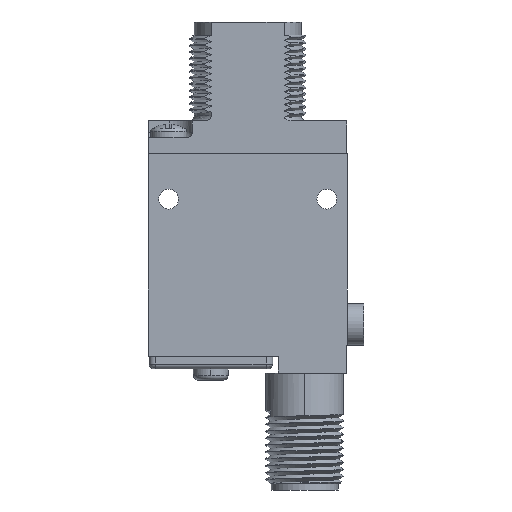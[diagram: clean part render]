
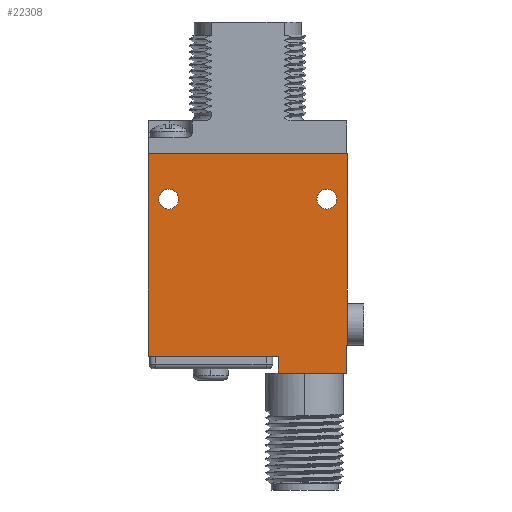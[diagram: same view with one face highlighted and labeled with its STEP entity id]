
A CAD part, left-side view. The second image highlights one B-rep face of the part: STEP entity #22308.
In plain terms, the highlighted planar face has unit normal (-1, 0, 0).
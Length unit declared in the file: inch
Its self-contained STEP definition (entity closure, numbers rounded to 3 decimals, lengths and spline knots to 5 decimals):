
#973=DIRECTION('',(0.,1.,0.));
#974=VECTOR('',#973,0.785);
#975=CARTESIAN_POINT('',(-0.236,-0.185,-1.23));
#976=LINE('',#975,#974);
#1118=DIRECTION('',(0.,0.,-1.));
#1119=VECTOR('',#1118,0.1);
#1120=CARTESIAN_POINT('',(-0.236,-0.185,-1.23));
#1121=LINE('',#1120,#1119);
#1122=DIRECTION('',(0.,1.,0.));
#1123=VECTOR('',#1122,0.005);
#1124=CARTESIAN_POINT('',(-0.236,0.6,-1.16));
#1125=LINE('',#1124,#1123);
#1126=DIRECTION('',(0.,0.,1.));
#1127=VECTOR('',#1126,1.16);
#1128=CARTESIAN_POINT('',(-0.236,0.605,-1.16));
#1129=LINE('',#1128,#1127);
#1130=DIRECTION('',(0.,-1.,0.));
#1131=VECTOR('',#1130,0.003);
#1132=CARTESIAN_POINT('',(-0.236,0.605,0.));
#1133=LINE('',#1132,#1131);
#1134=DIRECTION('',(0.,-1.,0.));
#1135=VECTOR('',#1134,1.204);
#1136=CARTESIAN_POINT('',(-0.236,0.602,0.));
#1137=LINE('',#1136,#1135);
#1138=DIRECTION('',(0.,-1.,0.));
#1139=VECTOR('',#1138,0.003);
#1140=CARTESIAN_POINT('',(-0.236,-0.602,0.));
#1141=LINE('',#1140,#1139);
#1142=DIRECTION('',(0.,0.,-1.));
#1143=VECTOR('',#1142,1.16);
#1144=CARTESIAN_POINT('',(-0.236,-0.605,0.));
#1145=LINE('',#1144,#1143);
#1146=DIRECTION('',(0.,1.,0.));
#1147=VECTOR('',#1146,0.005);
#1148=CARTESIAN_POINT('',(-0.236,-0.605,-1.16));
#1149=LINE('',#1148,#1147);
#1150=DIRECTION('',(0.,0.,-1.));
#1151=VECTOR('',#1150,0.17);
#1152=CARTESIAN_POINT('',(-0.236,-0.6,-1.16));
#1153=LINE('',#1152,#1151);
#1154=CARTESIAN_POINT('',(-0.236,0.48,-0.275));
#1155=DIRECTION('',(1.,0.,0.));
#1156=DIRECTION('',(0.,0.,-1.));
#1157=AXIS2_PLACEMENT_3D('',#1154,#1155,#1156);
#1159=CARTESIAN_POINT('',(-0.236,0.48,-0.275));
#1160=DIRECTION('',(1.,0.,0.));
#1161=DIRECTION('',(0.,0.,1.));
#1162=AXIS2_PLACEMENT_3D('',#1159,#1160,#1161);
#1164=CARTESIAN_POINT('',(-0.236,-0.48,-0.275));
#1165=DIRECTION('',(1.,0.,0.));
#1166=DIRECTION('',(0.,0.,-1.));
#1167=AXIS2_PLACEMENT_3D('',#1164,#1165,#1166);
#1169=CARTESIAN_POINT('',(-0.236,-0.48,-0.275));
#1170=DIRECTION('',(1.,0.,0.));
#1171=DIRECTION('',(0.,0.,1.));
#1172=AXIS2_PLACEMENT_3D('',#1169,#1170,#1171);
#1179=DIRECTION('',(0.,1.,0.));
#1180=VECTOR('',#1179,0.255);
#1181=CARTESIAN_POINT('',(-0.236,-0.6,-1.33));
#1182=LINE('',#1181,#1180);
#4569=DIRECTION('',(0.,0.,-1.));
#4570=VECTOR('',#4569,0.07);
#4571=CARTESIAN_POINT('',(-0.236,0.6,-1.16));
#4572=LINE('',#4571,#4570);
#9518=DIRECTION('',(0.,1.,0.));
#9519=VECTOR('',#9518,0.16);
#9520=CARTESIAN_POINT('',(-0.236,-0.345,-1.33));
#9521=LINE('',#9520,#9519);
#17694=CARTESIAN_POINT('',(-0.236,-0.605,0.));
#17695=CARTESIAN_POINT('',(-0.236,-0.605,-1.16));
#17696=VERTEX_POINT('',#17694);
#17697=VERTEX_POINT('',#17695);
#17698=CARTESIAN_POINT('',(-0.236,0.605,-1.16));
#17699=CARTESIAN_POINT('',(-0.236,0.605,0.));
#17700=VERTEX_POINT('',#17698);
#17701=VERTEX_POINT('',#17699);
#17718=CARTESIAN_POINT('',(-0.236,0.48,-0.335));
#17719=CARTESIAN_POINT('',(-0.236,0.48,-0.215));
#17720=VERTEX_POINT('',#17718);
#17721=VERTEX_POINT('',#17719);
#17722=CARTESIAN_POINT('',(-0.236,-0.48,-0.335));
#17723=CARTESIAN_POINT('',(-0.236,-0.48,-0.215));
#17724=VERTEX_POINT('',#17722);
#17725=VERTEX_POINT('',#17723);
#18384=CARTESIAN_POINT('',(-0.236,0.602,0.));
#18385=CARTESIAN_POINT('',(-0.236,-0.602,0.));
#18386=VERTEX_POINT('',#18384);
#18387=VERTEX_POINT('',#18385);
#18598=CARTESIAN_POINT('',(-0.236,0.6,-1.23));
#18600=VERTEX_POINT('',#18598);
#18665=CARTESIAN_POINT('',(-0.236,-0.6,-1.33));
#18667=VERTEX_POINT('',#18665);
#18670=CARTESIAN_POINT('',(-0.236,-0.185,-1.23));
#18671=VERTEX_POINT('',#18670);
#18672=CARTESIAN_POINT('',(-0.236,-0.185,-1.33));
#18673=VERTEX_POINT('',#18672);
#20146=CARTESIAN_POINT('',(-0.236,-0.6,-1.16));
#20148=VERTEX_POINT('',#20146);
#20150=CARTESIAN_POINT('',(-0.236,0.6,-1.16));
#20152=VERTEX_POINT('',#20150);
#20267=CARTESIAN_POINT('',(-0.236,-0.345,-1.33));
#20269=VERTEX_POINT('',#20267);
#22265=CARTESIAN_POINT('',(-0.236,-0.605,0.));
#22266=DIRECTION('',(1.,0.,0.));
#22267=DIRECTION('',(0.,0.,-1.));
#22268=AXIS2_PLACEMENT_3D('',#22265,#22266,#22267);
#22269=PLANE('',#22268);
#22271=ORIENTED_EDGE('',*,*,#22270,.T.);
#22273=ORIENTED_EDGE('',*,*,#22272,.T.);
#22274=ORIENTED_EDGE('',*,*,#22258,.F.);
#22275=ORIENTED_EDGE('',*,*,#22176,.T.);
#22277=ORIENTED_EDGE('',*,*,#22276,.F.);
#22279=ORIENTED_EDGE('',*,*,#22278,.T.);
#22281=ORIENTED_EDGE('',*,*,#22280,.T.);
#22283=ORIENTED_EDGE('',*,*,#22282,.T.);
#22285=ORIENTED_EDGE('',*,*,#22284,.T.);
#22287=ORIENTED_EDGE('',*,*,#22286,.T.);
#22289=ORIENTED_EDGE('',*,*,#22288,.T.);
#22291=ORIENTED_EDGE('',*,*,#22290,.T.);
#22293=ORIENTED_EDGE('',*,*,#22292,.T.);
#22294=EDGE_LOOP('',(#22271,#22273,#22274,#22275,#22277,#22279,#22281,#22283,
#22285,#22287,#22289,#22291,#22293));
#22295=FACE_OUTER_BOUND('',#22294,.F.);
#22297=ORIENTED_EDGE('',*,*,#22296,.F.);
#22299=ORIENTED_EDGE('',*,*,#22298,.F.);
#22300=EDGE_LOOP('',(#22297,#22299));
#22301=FACE_BOUND('',#22300,.F.);
#22303=ORIENTED_EDGE('',*,*,#22302,.F.);
#22305=ORIENTED_EDGE('',*,*,#22304,.F.);
#22306=EDGE_LOOP('',(#22303,#22305));
#22307=FACE_BOUND('',#22306,.F.);
#22308=ADVANCED_FACE('',(#22295,#22301,#22307),#22269,.F.);
#1158=CIRCLE('',#1157,0.06);
#1163=CIRCLE('',#1162,0.06);
#1168=CIRCLE('',#1167,0.06);
#1173=CIRCLE('',#1172,0.06);
#22176=EDGE_CURVE('',#18671,#18600,#976,.T.);
#22258=EDGE_CURVE('',#18671,#18673,#1121,.T.);
#22270=EDGE_CURVE('',#18667,#20269,#1182,.T.);
#22272=EDGE_CURVE('',#20269,#18673,#9521,.T.);
#22276=EDGE_CURVE('',#20152,#18600,#4572,.T.);
#22278=EDGE_CURVE('',#20152,#17700,#1125,.T.);
#22280=EDGE_CURVE('',#17700,#17701,#1129,.T.);
#22282=EDGE_CURVE('',#17701,#18386,#1133,.T.);
#22284=EDGE_CURVE('',#18386,#18387,#1137,.T.);
#22286=EDGE_CURVE('',#18387,#17696,#1141,.T.);
#22288=EDGE_CURVE('',#17696,#17697,#1145,.T.);
#22290=EDGE_CURVE('',#17697,#20148,#1149,.T.);
#22292=EDGE_CURVE('',#20148,#18667,#1153,.T.);
#22296=EDGE_CURVE('',#17720,#17721,#1158,.T.);
#22298=EDGE_CURVE('',#17721,#17720,#1163,.T.);
#22302=EDGE_CURVE('',#17724,#17725,#1168,.T.);
#22304=EDGE_CURVE('',#17725,#17724,#1173,.T.);
